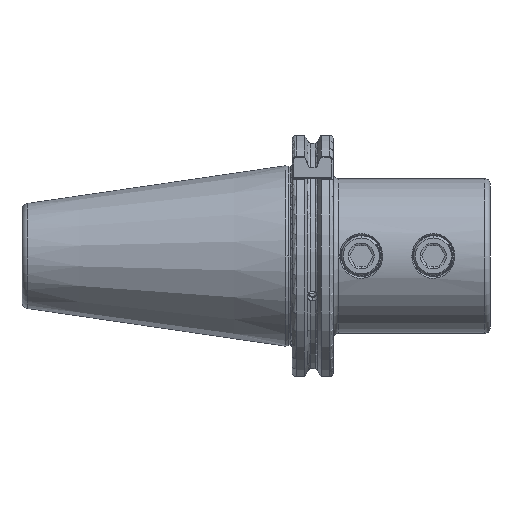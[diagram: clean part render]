
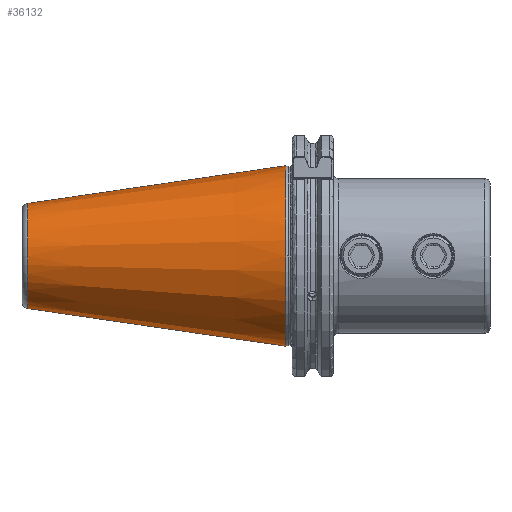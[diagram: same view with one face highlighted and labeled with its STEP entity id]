
A CAD part, front view. The second image highlights one B-rep face of the part: STEP entity #36132.
In plain terms, the highlighted conical face has half-angle 8.297 degrees and reference radius 35.392 mm.
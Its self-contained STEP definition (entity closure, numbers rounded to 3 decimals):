
#3106 = CARTESIAN_POINT ( 'NONE',  ( -2.5, 0., 0. ) ) ;
#3139 = DIRECTION ( 'NONE',  ( 0., 1., 0. ) ) ;
#3154 = DIRECTION ( 'NONE',  ( 1., 0., 0. ) ) ;
#3715 = DIRECTION ( 'NONE',  ( 1., 0., 0. ) ) ;
#3723 = CARTESIAN_POINT ( 'NONE',  ( -102.811, 0., 0. ) ) ;
#3772 = DIRECTION ( 'NONE',  ( 0., 0., 1. ) ) ;
#4350 = CIRCLE ( 'NONE', #18177, 35.027 ) ;
#4371 = CIRCLE ( 'NONE', #18245, 20.399 ) ;
#6328 = DIRECTION ( 'NONE',  ( 0.99, 0., -0.144 ) ) ;
#6335 = CARTESIAN_POINT ( 'NONE',  ( 0., 0., -35.392 ) ) ;
#6807 = ORIENTED_EDGE ( 'NONE', *, *, #17604, .T. ) ;
#6837 = ORIENTED_EDGE ( 'NONE', *, *, #33065, .T. ) ;
#6857 = ORIENTED_EDGE ( 'NONE', *, *, #33023, .F. ) ;
#6898 = ORIENTED_EDGE ( 'NONE', *, *, #17599, .F. ) ;
#6930 = ORIENTED_EDGE ( 'NONE', *, *, #17601, .F. ) ;
#7019 = CARTESIAN_POINT ( 'NONE',  ( -2.5, -35.027, 0. ) ) ;
#7031 = CARTESIAN_POINT ( 'NONE',  ( -102.811, 0., -20.399 ) ) ;
#7056 = CARTESIAN_POINT ( 'NONE',  ( -2.5, 0., -35.027 ) ) ;
#7063 = CARTESIAN_POINT ( 'NONE',  ( -2.5, 0., 35.027 ) ) ;
#7084 = CARTESIAN_POINT ( 'NONE',  ( -102.811, 0., 20.399 ) ) ;
#7847 = CARTESIAN_POINT ( 'NONE',  ( 0., 0., 35.392 ) ) ;
#7877 = DIRECTION ( 'NONE',  ( 0.99, 0., 0.144 ) ) ;
#7878 = CARTESIAN_POINT ( 'NONE',  ( -2.5, 0., 0. ) ) ;
#7879 = DIRECTION ( 'NONE',  ( 1., 0., 0. ) ) ;
#7880 = DIRECTION ( 'NONE',  ( 0., 1., 0. ) ) ;
#17072 = AXIS2_PLACEMENT_3D ( 'NONE', #32004, #32009, #31983 ) ;
#17599 = EDGE_CURVE ( 'NONE', #31388, #31372, #30863, .T. ) ;
#17601 = EDGE_CURVE ( 'NONE', #31372, #31359, #30838, .T. ) ;
#17604 = EDGE_CURVE ( 'NONE', #31377, #31351, #30834, .T. ) ;
#17704 = AXIS2_PLACEMENT_3D ( 'NONE', #7878, #7879, #7880 ) ;
#17925 = EDGE_LOOP ( 'NONE', ( #6898, #6837, #6807, #6857, #6930 ) ) ;
#18177 = AXIS2_PLACEMENT_3D ( 'NONE', #3106, #3154, #3139 ) ;
#18245 = AXIS2_PLACEMENT_3D ( 'NONE', #3723, #3715, #3772 ) ;
#29186 = FACE_OUTER_BOUND ( 'NONE', #17925, .T. ) ;
#29225 = CONICAL_SURFACE ( 'NONE', #17072, 35.392, 0.145 ) ;
#30834 = LINE ( 'NONE', #6335, #30860 ) ;
#30838 = CIRCLE ( 'NONE', #17704, 35.027 ) ;
#30860 = VECTOR ( 'NONE', #6328, 1000. ) ;
#30863 = LINE ( 'NONE', #7847, #30872 ) ;
#30872 = VECTOR ( 'NONE', #7877, 1000. ) ;
#31351 = VERTEX_POINT ( 'NONE', #7056 ) ;
#31359 = VERTEX_POINT ( 'NONE', #7019 ) ;
#31372 = VERTEX_POINT ( 'NONE', #7063 ) ;
#31377 = VERTEX_POINT ( 'NONE', #7031 ) ;
#31388 = VERTEX_POINT ( 'NONE', #7084 ) ;
#31983 = DIRECTION ( 'NONE',  ( 0., 0., -1. ) ) ;
#32004 = CARTESIAN_POINT ( 'NONE',  ( 0., 0., 0. ) ) ;
#32009 = DIRECTION ( 'NONE',  ( 1., 0., 0. ) ) ;
#33023 = EDGE_CURVE ( 'NONE', #31359, #31351, #4350, .T. ) ;
#33065 = EDGE_CURVE ( 'NONE', #31388, #31377, #4371, .T. ) ;
#36132 = ADVANCED_FACE ( 'NONE', ( #29186 ), #29225, .T. ) ;
